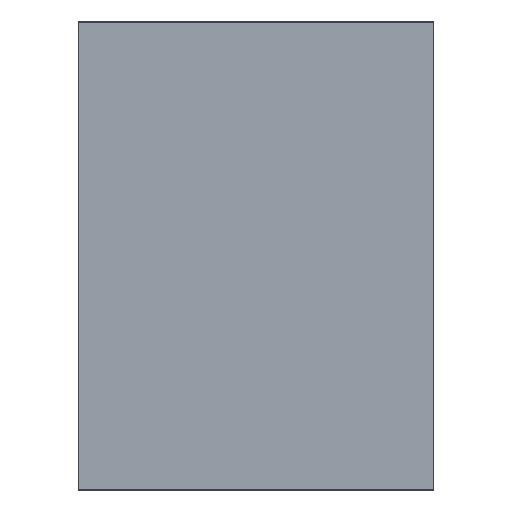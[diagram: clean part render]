
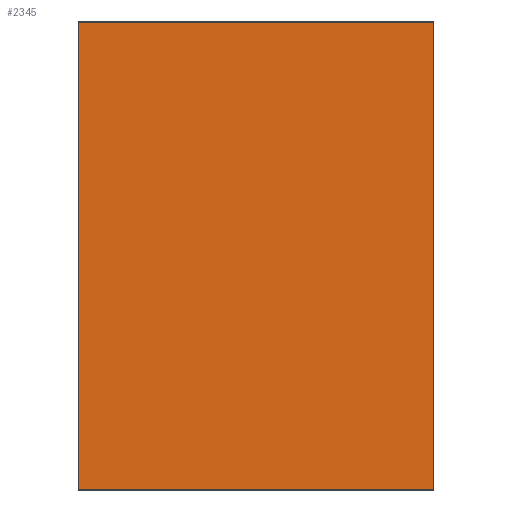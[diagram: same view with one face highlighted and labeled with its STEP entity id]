
A CAD part, left-side view. The second image highlights one B-rep face of the part: STEP entity #2345.
In plain terms, the highlighted planar face has unit normal (-1, 0, 0).
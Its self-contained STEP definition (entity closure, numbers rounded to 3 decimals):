
#103=LINE('',#3086,#290);
#129=LINE('',#3201,#316);
#137=LINE('',#3217,#324);
#150=LINE('',#3243,#337);
#290=VECTOR('',#2583,1000.);
#316=VECTOR('',#2633,1000.);
#324=VECTOR('',#2647,1000.);
#337=VECTOR('',#2670,1000.);
#554=ORIENTED_EDGE('',*,*,#1055,.F.);
#555=ORIENTED_EDGE('',*,*,#1042,.F.);
#556=ORIENTED_EDGE('',*,*,#990,.T.);
#557=ORIENTED_EDGE('',*,*,#1034,.T.);
#990=EDGE_CURVE('',#1246,#1245,#103,.T.);
#1034=EDGE_CURVE('',#1245,#1288,#129,.T.);
#1042=EDGE_CURVE('',#1246,#1294,#137,.T.);
#1055=EDGE_CURVE('',#1294,#1288,#150,.T.);
#1245=VERTEX_POINT('',#3085);
#1246=VERTEX_POINT('',#3087);
#1288=VERTEX_POINT('',#3200);
#1294=VERTEX_POINT('',#3218);
#1440=EDGE_LOOP('',(#554,#555,#556,#557));
#1539=FACE_BOUND('',#1440,.T.);
#1635=PLANE('',#2455);
#2345=ADVANCED_FACE('',(#1539),#1635,.T.);
#2455=AXIS2_PLACEMENT_3D('',#3242,#2668,#2669);
#2583=DIRECTION('',(0.,0.,1.));
#2633=DIRECTION('',(0.,1.,0.));
#2647=DIRECTION('',(0.,1.,0.));
#2668=DIRECTION('',(-1.,0.,0.));
#2669=DIRECTION('',(0.,0.,1.));
#2670=DIRECTION('',(0.,0.,1.));
#3085=CARTESIAN_POINT('',(-1.,-0.475,0.625));
#3086=CARTESIAN_POINT('',(-1.,-0.475,-0.625));
#3087=CARTESIAN_POINT('',(-1.,-0.475,-0.625));
#3200=CARTESIAN_POINT('',(-1.,0.475,0.625));
#3201=CARTESIAN_POINT('',(-1.,-0.475,0.625));
#3217=CARTESIAN_POINT('',(-1.,-0.475,-0.625));
#3218=CARTESIAN_POINT('',(-1.,0.475,-0.625));
#3242=CARTESIAN_POINT('',(-1.,-0.475,-0.625));
#3243=CARTESIAN_POINT('',(-1.,0.475,-0.625));
